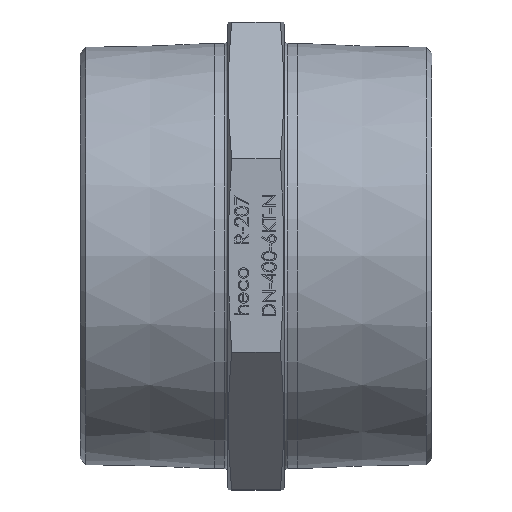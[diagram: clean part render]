
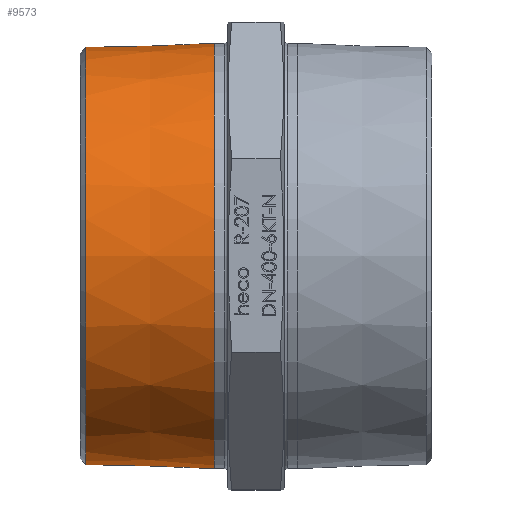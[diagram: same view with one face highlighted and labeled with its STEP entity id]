
A CAD part, top view. The second image highlights one B-rep face of the part: STEP entity #9573.
In plain terms, the highlighted conical face has half-angle 1.79 degrees and reference radius 56.515 mm.
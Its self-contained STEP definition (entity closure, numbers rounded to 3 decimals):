
#10 = CONICAL_SURFACE ( 'NONE', #813, 56.515, 0.031 ) ;
#93 = DIRECTION ( 'NONE',  ( 1., 0., 0. ) ) ;
#786 = DIRECTION ( 'NONE',  ( 0., 0., -1. ) ) ;
#813 = AXIS2_PLACEMENT_3D ( 'NONE', #2060, #10991, #786 ) ;
#2060 = CARTESIAN_POINT ( 'NONE',  ( -21.6, 0., 0. ) ) ;
#3481 = CIRCLE ( 'NONE', #11200, 55.767 ) ;
#4324 = ORIENTED_EDGE ( 'NONE', *, *, #13020, .T. ) ;
#4550 = EDGE_CURVE ( 'NONE', #4975, #4975, #7800, .T. ) ;
#4566 = FACE_BOUND ( 'NONE', #15227, .T. ) ;
#4975 = VERTEX_POINT ( 'NONE', #9836 ) ;
#6953 = EDGE_LOOP ( 'NONE', ( #13636 ) ) ;
#7800 = CIRCLE ( 'NONE', #8584, 56.84 ) ;
#8506 = CARTESIAN_POINT ( 'NONE',  ( -45.521, 0., 55.767 ) ) ;
#8584 = AXIS2_PLACEMENT_3D ( 'NONE', #10640, #12045, #9316 ) ;
#9316 = DIRECTION ( 'NONE',  ( 0., 0., 1. ) ) ;
#9573 = ADVANCED_FACE ( 'NONE', ( #4566, #13378 ), #10, .T. ) ;
#9836 = CARTESIAN_POINT ( 'NONE',  ( -11.2, 0., 56.84 ) ) ;
#10640 = CARTESIAN_POINT ( 'NONE',  ( -11.2, 0., 0. ) ) ;
#10991 = DIRECTION ( 'NONE',  ( 1., 0., 0. ) ) ;
#11200 = AXIS2_PLACEMENT_3D ( 'NONE', #15564, #93, #15089 ) ;
#12045 = DIRECTION ( 'NONE',  ( -1., 0., 0. ) ) ;
#13020 = EDGE_CURVE ( 'NONE', #13698, #13698, #3481, .T. ) ;
#13378 = FACE_OUTER_BOUND ( 'NONE', #6953, .T. ) ;
#13636 = ORIENTED_EDGE ( 'NONE', *, *, #4550, .T. ) ;
#13698 = VERTEX_POINT ( 'NONE', #8506 ) ;
#15089 = DIRECTION ( 'NONE',  ( 0., 0., 1. ) ) ;
#15227 = EDGE_LOOP ( 'NONE', ( #4324 ) ) ;
#15564 = CARTESIAN_POINT ( 'NONE',  ( -45.521, 0., 0. ) ) ;
